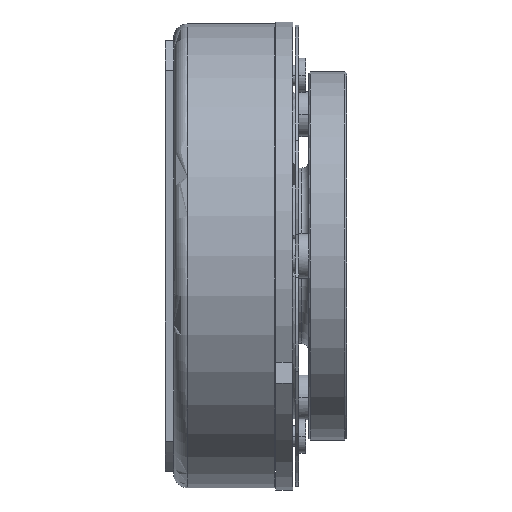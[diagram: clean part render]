
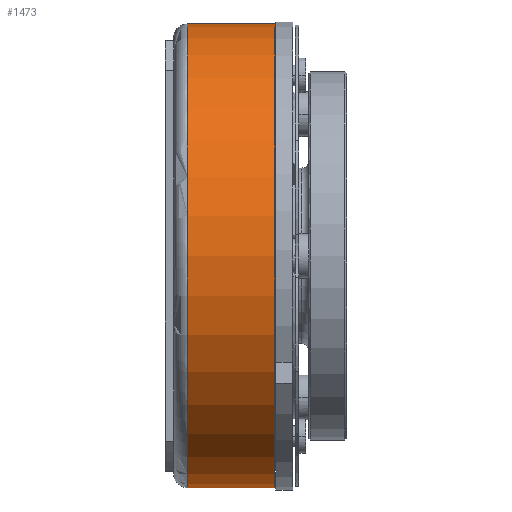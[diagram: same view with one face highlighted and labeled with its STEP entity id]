
A CAD part, front view. The second image highlights one B-rep face of the part: STEP entity #1473.
In plain terms, the highlighted cylindrical face has radius 67.35 mm (diameter 134.7 mm), a partial arc.
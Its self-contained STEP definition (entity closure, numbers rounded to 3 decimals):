
#1454 = ORIENTED_EDGE ( 'NONE', *, *, #1482, .T. ) ;
#1458 = EDGE_LOOP ( 'NONE', ( #1461, #1454, #1478, #1481 ) ) ;
#1461 = ORIENTED_EDGE ( 'NONE', *, *, #4533, .F. ) ;
#1468 = EDGE_CURVE ( 'NONE', #3348, #4166, #2994, .T. ) ;
#1473 = ADVANCED_FACE ( 'NONE', ( #3070 ), #3061, .T. ) ;
#1478 = ORIENTED_EDGE ( 'NONE', *, *, #4523, .T. ) ;
#1481 = ORIENTED_EDGE ( 'NONE', *, *, #1468, .F. ) ;
#1482 = EDGE_CURVE ( 'NONE', #4762, #4510, #3077, .T. ) ;
#2994 = CIRCLE ( 'NONE', #3003, 67.35 ) ;
#3003 = AXIS2_PLACEMENT_3D ( 'NONE', #3024, #3072, #3049 ) ;
#3024 = CARTESIAN_POINT ( 'NONE',  ( 4., 0., 0. ) ) ;
#3049 = DIRECTION ( 'NONE',  ( 0., 0., 1. ) ) ;
#3052 = DIRECTION ( 'NONE',  ( 0., 0., 1. ) ) ;
#3053 = DIRECTION ( 'NONE',  ( -1., 0., 0. ) ) ;
#3059 = AXIS2_PLACEMENT_3D ( 'NONE', #3062, #3053, #3052 ) ;
#3061 = CYLINDRICAL_SURFACE ( 'NONE', #3059, 67.35 ) ;
#3062 = CARTESIAN_POINT ( 'NONE',  ( 0., 0., 0. ) ) ;
#3065 = DIRECTION ( 'NONE',  ( 0., 0., 1. ) ) ;
#3070 = FACE_OUTER_BOUND ( 'NONE', #1458, .T. ) ;
#3072 = DIRECTION ( 'NONE',  ( -1., 0., 0. ) ) ;
#3074 = DIRECTION ( 'NONE',  ( -1., 0., 0. ) ) ;
#3075 = CARTESIAN_POINT ( 'NONE',  ( 29.3, 0., 0. ) ) ;
#3076 = AXIS2_PLACEMENT_3D ( 'NONE', #3075, #3074, #3065 ) ;
#3077 = CIRCLE ( 'NONE', #3076, 67.35 ) ;
#3348 = VERTEX_POINT ( 'NONE', #8606 ) ;
#4166 = VERTEX_POINT ( 'NONE', #8989 ) ;
#4396 = LINE ( 'NONE', #4429, #4428 ) ;
#4397 = CARTESIAN_POINT ( 'NONE',  ( 29.3, 0., 67.35 ) ) ;
#4416 = DIRECTION ( 'NONE',  ( -1., 0., 0. ) ) ;
#4417 = VECTOR ( 'NONE', #4416, 1000. ) ;
#4418 = CARTESIAN_POINT ( 'NONE',  ( 0., 0., -67.35 ) ) ;
#4419 = LINE ( 'NONE', #4418, #4417 ) ;
#4427 = DIRECTION ( 'NONE',  ( -1., 0., 0. ) ) ;
#4428 = VECTOR ( 'NONE', #4427, 1000. ) ;
#4429 = CARTESIAN_POINT ( 'NONE',  ( 0., 0., 67.35 ) ) ;
#4510 = VERTEX_POINT ( 'NONE', #4397 ) ;
#4523 = EDGE_CURVE ( 'NONE', #4510, #4166, #4396, .T. ) ;
#4533 = EDGE_CURVE ( 'NONE', #4762, #3348, #4419, .T. ) ;
#4762 = VERTEX_POINT ( 'NONE', #6843 ) ;
#6843 = CARTESIAN_POINT ( 'NONE',  ( 29.3, 0., -67.35 ) ) ;
#8606 = CARTESIAN_POINT ( 'NONE',  ( 4., 0., -67.35 ) ) ;
#8989 = CARTESIAN_POINT ( 'NONE',  ( 4., 0., 67.35 ) ) ;
